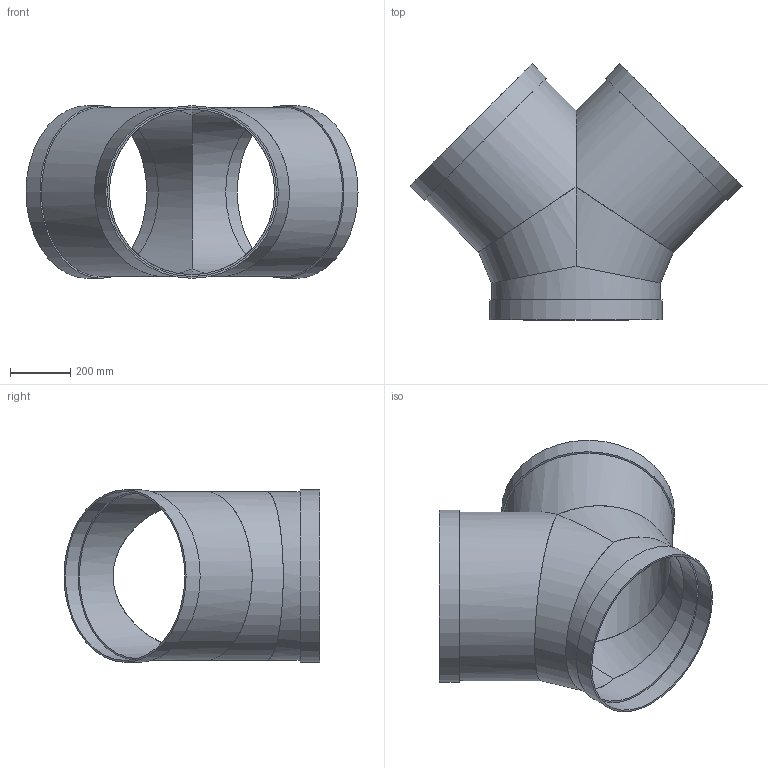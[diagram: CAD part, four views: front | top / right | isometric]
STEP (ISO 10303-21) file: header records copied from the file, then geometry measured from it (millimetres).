
FILE_DESCRIPTION( ( 'STEP AP214' ), '1' );
FILE_NAME( '3007936H.stp', '2021-12-13T08:35:22', ( 'License CC BY-ND 4.0' ), ( 'CADENAS' ), ' ', 'PARTsolutions', ' ' );
FILE_SCHEMA( ( 'AUTOMOTIVE_DESIGN { 1 0 10303 214 1 1 1 1 }' ) );
Length unit declared in the file: millimetre
Products named in the file (4): 3007936H; _3007936H-P1; _3007936H-P2; _3007936H-P3
Assembly tree (5 placements, depth 2):
  3007936H
    _3007936H-P1
    _3007936H-P2  x2
    _3007936H-P3  x2
Bounding box: 1100.2 x 848.06 x 572 mm (x, y, z)
Volume: 10245243.5 mm3; surface area: 3512357 mm2
Topology: 5 solids, 5 shells, 39 faces, 77 edges, 51 vertices
Faces by surface type: plane 23, cylinder 16
Full cylindrical faces by diameter (mm): 548 x3, 560 x6, 572 x3
Entity records: 850 total; most frequent: DIRECTION 124, CARTESIAN_POINT 94, ORIENTED_EDGE 72, AXIS2_PLACEMENT_3D 58, EDGE_LOOP 38, EDGE_CURVE 36, FACE_OUTER_BOUND 32, VERTEX_POINT 28
